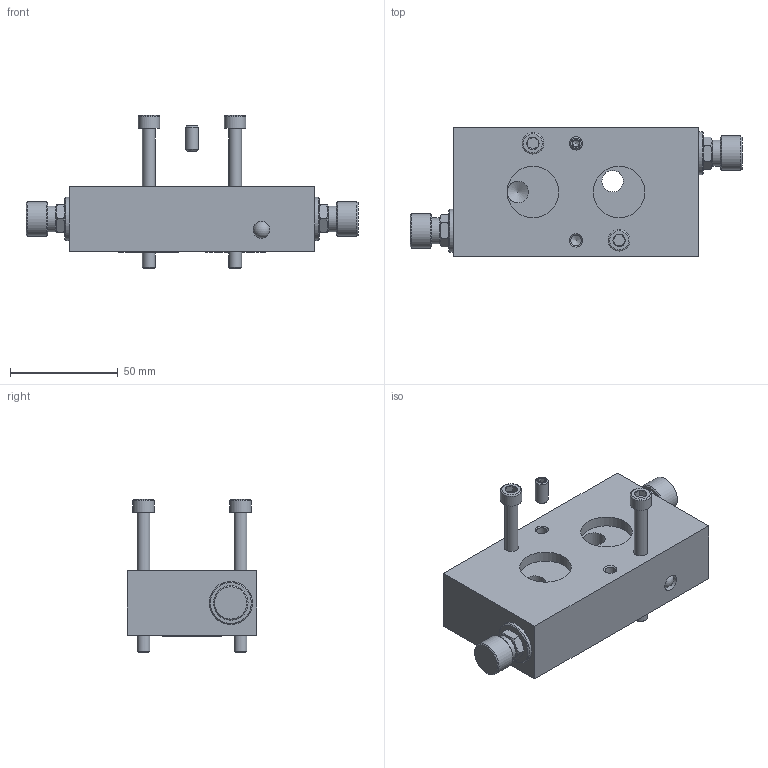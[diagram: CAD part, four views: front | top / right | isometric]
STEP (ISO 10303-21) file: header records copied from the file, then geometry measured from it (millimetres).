
FILE_DESCRIPTION( ( 'Unknown' ), '1' );
FILE_NAME( 'DRN 3 128.stp', 'Unknown', ( 'Unknown' ), ( 'Unknown' ), 'PSStep 17.0.49', 'Unknown', ' ' );
FILE_SCHEMA( ( 'AUTOMOTIVE_DESIGN { 1 0 10303 214 1 1 1 1 }' ) );
Length unit declared in the file: millimetre
Products named in the file (17): Assem1; -oa0
Assembly tree (16 placements, depth 2):
  Assem1
    -oa0
    -oa0
    -oa0
    -oa0
    -oa0
    -oa0
    -oa0
    -oa0
    -oa0
    -oa0
    -oa0
    -oa0
    -oa0
    -oa0
    -oa0
    -oa0
Bounding box: 154 x 60 x 71 mm (x, y, z)
Volume: 182110.2 mm3; surface area: 51741.9 mm2
Topology: 16 solids, 16 shells, 213 faces, 504 edges, 322 vertices
Faces by surface type: cone 76, plane 74, cylinder 51, torus 8, sphere 4
Full cylindrical faces by diameter (mm): 4.773 x2, 4.917 x4, 6 x7, 6.6 x3, 6.917 x4, 7.5 x1, 7.8 x4, 10 x7, 11 x2, 12 x2, 14 x2, 16 x2, 18 x4, 20 x2, 24 x2, 29.8 x2
Entity records: 8290 total; most frequent: CARTESIAN_POINT 2305, DIRECTION 858, ORIENTED_EDGE 666, AXIS2_PLACEMENT_3D 390, EDGE_LOOP 343, EDGE_CURVE 333, STYLED_ITEM 324, PRESENTATION_STYLE_ASSIGNMENT 324
